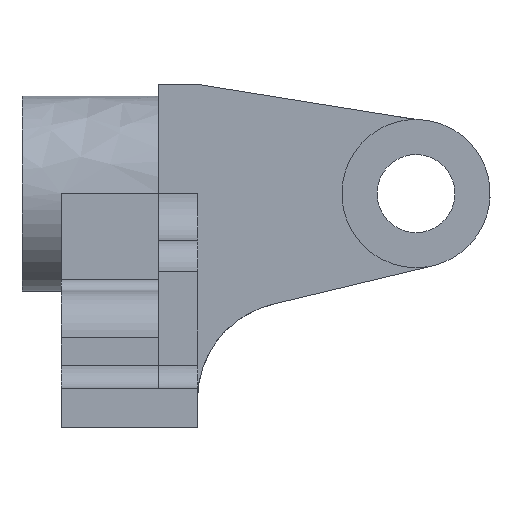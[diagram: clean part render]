
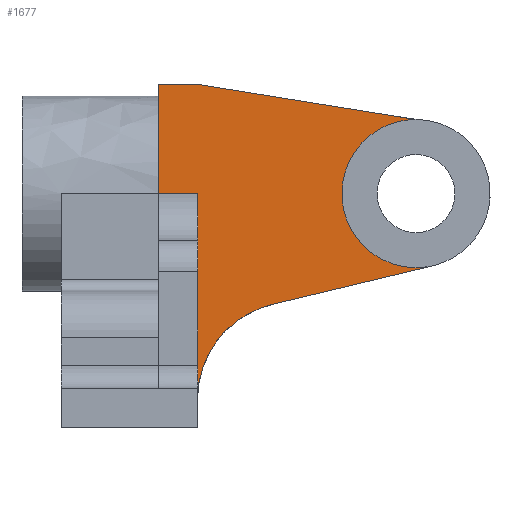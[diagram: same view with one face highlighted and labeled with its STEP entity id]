
A CAD part, left-side view. The second image highlights one B-rep face of the part: STEP entity #1677.
In plain terms, the highlighted free-form (B-spline) face has degree [1, 1] with [2, 2] control points.
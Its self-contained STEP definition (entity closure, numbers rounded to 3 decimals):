
#117 = EDGE_CURVE('',#118,#120,#122,.T.);
#118 = VERTEX_POINT('',#119);
#119 = CARTESIAN_POINT('',(-46.239,-57.542,
    -19.523));
#120 = VERTEX_POINT('',#121);
#121 = CARTESIAN_POINT('',(-46.239,-57.542,
    19.523));
#122 = ( BOUNDED_CURVE() B_SPLINE_CURVE(2,(#123,#124,#125,#126,#127),
.UNSPECIFIED.,.F.,.F.) B_SPLINE_CURVE_WITH_KNOTS((3,2,3),(0.,
1.571,3.142),.PIECEWISE_BEZIER_KNOTS.) CURVE() 
GEOMETRIC_REPRESENTATION_ITEM() RATIONAL_B_SPLINE_CURVE((1.,
0.707,1.,0.707,1.)) REPRESENTATION_ITEM('') );
#123 = CARTESIAN_POINT('',(-46.239,-57.542,
    -19.523));
#124 = CARTESIAN_POINT('',(-46.239,-38.019,
    -19.523));
#125 = CARTESIAN_POINT('',(-46.239,-38.019,
    0.));
#126 = CARTESIAN_POINT('',(-46.239,-38.019,
    19.523));
#127 = CARTESIAN_POINT('',(-46.239,-57.542,
    19.523));
#572 = VERTEX_POINT('',#573);
#573 = CARTESIAN_POINT('',(-46.239,0.,
    -54.154));
#578 = EDGE_CURVE('',#579,#572,#581,.T.);
#579 = VERTEX_POINT('',#580);
#580 = CARTESIAN_POINT('',(-46.239,0.,0.));
#581 = B_SPLINE_CURVE_WITH_KNOTS('',1,(#582,#583),.UNSPECIFIED.,.F.,.F.,
  (2,2),(0.,52.703),.PIECEWISE_BEZIER_KNOTS.);
#582 = CARTESIAN_POINT('',(-46.239,0.,0.));
#583 = CARTESIAN_POINT('',(-46.239,0.,-54.154));
#1658 = VERTEX_POINT('',#1659);
#1659 = CARTESIAN_POINT('',(-46.239,10.275,
    0.));
#1665 = EDGE_CURVE('',#1658,#579,#1666,.T.);
#1666 = B_SPLINE_CURVE_WITH_KNOTS('',1,(#1667,#1668),.UNSPECIFIED.,.F.,
  .F.,(2,2),(-0.,10.),.PIECEWISE_BEZIER_KNOTS.);
#1667 = CARTESIAN_POINT('',(-46.239,10.275,
    0.));
#1668 = CARTESIAN_POINT('',(-46.239,0.,0.));
#1677 = ADVANCED_FACE('',(#1678),#1723,.F.);
#1678 = FACE_BOUND('',#1679,.T.);
#1679 = EDGE_LOOP('',(#1680,#1681,#1682,#1690,#1697,#1703,#1704,#1711,
    #1718));
#1680 = ORIENTED_EDGE('',*,*,#1665,.T.);
#1681 = ORIENTED_EDGE('',*,*,#578,.T.);
#1682 = ORIENTED_EDGE('',*,*,#1683,.T.);
#1683 = EDGE_CURVE('',#572,#1684,#1686,.T.);
#1684 = VERTEX_POINT('',#1685);
#1685 = CARTESIAN_POINT('',(-46.239,-19.685,
    -29.177));
#1686 = ( BOUNDED_CURVE() B_SPLINE_CURVE(2,(#1687,#1688,#1689),
.UNSPECIFIED.,.F.,.F.) B_SPLINE_CURVE_WITH_KNOTS((3,3),(1.571,
2.906),.PIECEWISE_BEZIER_KNOTS.) CURVE() 
GEOMETRIC_REPRESENTATION_ITEM() RATIONAL_B_SPLINE_CURVE((1.,
0.785,1.)) REPRESENTATION_ITEM('') );
#1687 = CARTESIAN_POINT('',(-46.239,0.,
    -54.154));
#1688 = CARTESIAN_POINT('',(-46.239,0.,
    -33.908));
#1689 = CARTESIAN_POINT('',(-46.239,-19.685,
    -29.177));
#1690 = ORIENTED_EDGE('',*,*,#1691,.T.);
#1691 = EDGE_CURVE('',#1684,#1692,#1694,.T.);
#1692 = VERTEX_POINT('',#1693);
#1693 = CARTESIAN_POINT('',(-46.239,-62.104,
    -18.983));
#1694 = B_SPLINE_CURVE_WITH_KNOTS('',1,(#1695,#1696),.UNSPECIFIED.,.F.,
  .F.,(2,2),(11.992,54.45),.PIECEWISE_BEZIER_KNOTS.);
#1695 = CARTESIAN_POINT('',(-46.239,-19.685,
    -29.177));
#1696 = CARTESIAN_POINT('',(-46.239,-62.104,
    -18.983));
#1697 = ORIENTED_EDGE('',*,*,#1698,.T.);
#1698 = EDGE_CURVE('',#1692,#118,#1699,.T.);
#1699 = ( BOUNDED_CURVE() B_SPLINE_CURVE(2,(#1700,#1701,#1702),
.UNSPECIFIED.,.F.,.F.) B_SPLINE_CURVE_WITH_KNOTS((3,3),(6.047,
6.283),.PIECEWISE_BEZIER_KNOTS.) CURVE() 
GEOMETRIC_REPRESENTATION_ITEM() RATIONAL_B_SPLINE_CURVE((1.,
0.993,1.)) REPRESENTATION_ITEM('') );
#1700 = CARTESIAN_POINT('',(-46.239,-62.104,
    -18.983));
#1701 = CARTESIAN_POINT('',(-46.239,-59.855,
    -19.523));
#1702 = CARTESIAN_POINT('',(-46.239,-57.542,
    -19.523));
#1703 = ORIENTED_EDGE('',*,*,#117,.T.);
#1704 = ORIENTED_EDGE('',*,*,#1705,.T.);
#1705 = EDGE_CURVE('',#120,#1706,#1708,.T.);
#1706 = VERTEX_POINT('',#1707);
#1707 = CARTESIAN_POINT('',(-46.239,0.,28.771));
#1708 = B_SPLINE_CURVE_WITH_KNOTS('',1,(#1709,#1710),.UNSPECIFIED.,.F.,
  .F.,(2,2),(-52.276,4.443),.PIECEWISE_BEZIER_KNOTS.);
#1709 = CARTESIAN_POINT('',(-46.239,-57.542,
    19.523));
#1710 = CARTESIAN_POINT('',(-46.239,0.,
    28.771));
#1711 = ORIENTED_EDGE('',*,*,#1712,.F.);
#1712 = EDGE_CURVE('',#1713,#1706,#1715,.T.);
#1713 = VERTEX_POINT('',#1714);
#1714 = CARTESIAN_POINT('',(-46.239,10.275,
    28.771));
#1715 = B_SPLINE_CURVE_WITH_KNOTS('',1,(#1716,#1717),.UNSPECIFIED.,.F.,
  .F.,(2,2),(-0.,10.),.PIECEWISE_BEZIER_KNOTS.);
#1716 = CARTESIAN_POINT('',(-46.239,10.275,
    28.771));
#1717 = CARTESIAN_POINT('',(-46.239,0.,28.771));
#1718 = ORIENTED_EDGE('',*,*,#1719,.F.);
#1719 = EDGE_CURVE('',#1658,#1713,#1720,.T.);
#1720 = B_SPLINE_CURVE_WITH_KNOTS('',1,(#1721,#1722),.UNSPECIFIED.,.F.,
  .F.,(2,2),(0.,28.),.PIECEWISE_BEZIER_KNOTS.);
#1721 = CARTESIAN_POINT('',(-46.239,10.275,
    0.));
#1722 = CARTESIAN_POINT('',(-46.239,10.275,
    28.771));
#1723 = B_SPLINE_SURFACE_WITH_KNOTS('',1,1,(
    (#1724,#1725)
    ,(#1726,#1727
    )),.UNSPECIFIED.,.F.,.F.,.F.,(2,2),(2,2),(-28.,52.703),(
    -70.44,0.),.PIECEWISE_BEZIER_KNOTS.);
#1724 = CARTESIAN_POINT('',(-46.239,-62.104,
    28.771));
#1725 = CARTESIAN_POINT('',(-46.239,10.275,
    28.771));
#1726 = CARTESIAN_POINT('',(-46.239,-62.104,
    -54.154));
#1727 = CARTESIAN_POINT('',(-46.239,10.275,
    -54.154));
